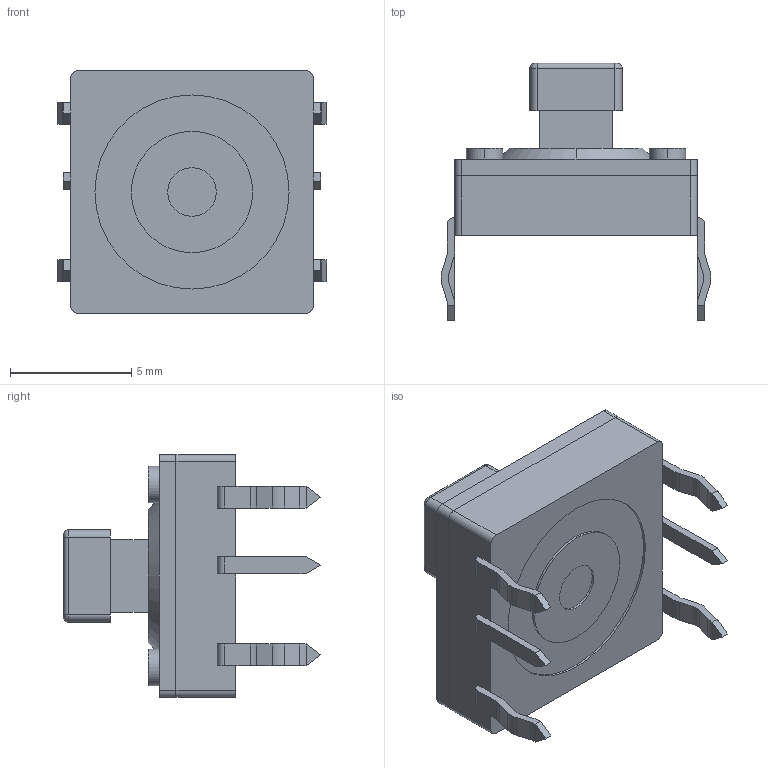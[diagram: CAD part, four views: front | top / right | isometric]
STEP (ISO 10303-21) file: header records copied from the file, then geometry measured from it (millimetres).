
FILE_DESCRIPTION (( 'STEP AP214' ), '1' );
FILE_NAME ('SKQUAAA010.STEP', '2022-04-29T12:50:36', ( '' ), ( '' ), 'SwSTEP 2.0', 'SolidWorks 2018', '' );
FILE_SCHEMA (( 'AUTOMOTIVE_DESIGN' ));
Length unit declared in the file: millimetre
Products named in the file (1): SKQUAAA010
Bounding box: 11.12 x 10.6 x 10 mm (x, y, z)
Volume: 374.8 mm3; surface area: 732.6 mm2
Topology: 13 solids, 13 shells, 163 faces, 372 edges, 240 vertices
Faces by surface type: plane 97, cylinder 60, torus 4, cone 2
Entity records: 6517 total; most frequent: DIRECTION 828, CARTESIAN_POINT 776, ORIENTED_EDGE 744, EDGE_CURVE 372, AXIS2_PLACEMENT_3D 292, LINE 244, VECTOR 244, VERTEX_POINT 240
